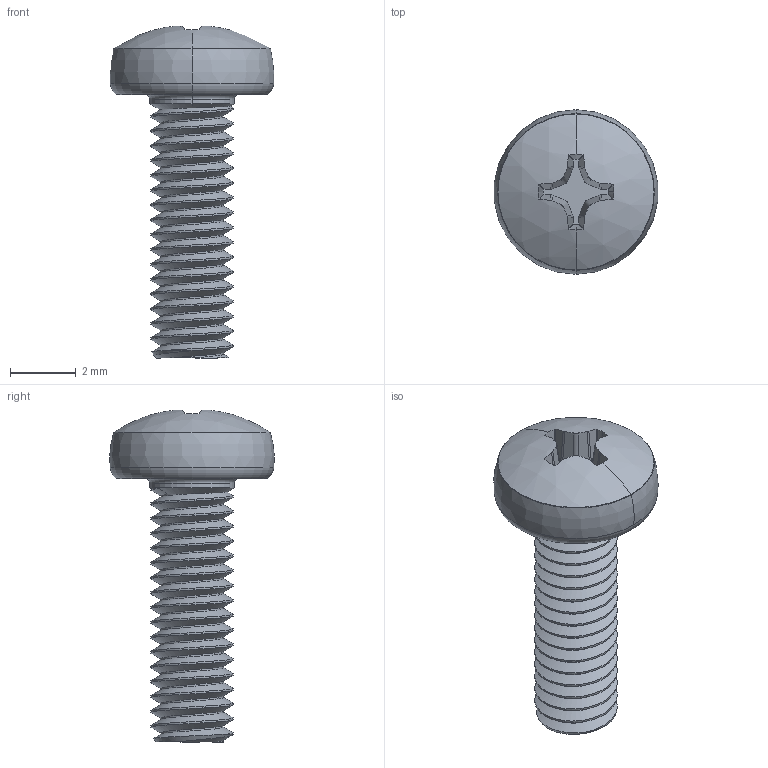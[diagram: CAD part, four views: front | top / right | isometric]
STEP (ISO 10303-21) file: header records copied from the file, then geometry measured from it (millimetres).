
FILE_DESCRIPTION (( 'STEP AP203' ), '1' );
FILE_NAME ('95836A255_Black-Oxide 18-8 Stainless Steel Pan Head Phillips Screws.STEP', '2022-12-05T19:43:11', ( 'Administrator' ), ( 'Managed by Terraform' ), 'SwSTEP 2.0', 'SolidWorks 2017', '' );
FILE_SCHEMA (( 'CONFIG_CONTROL_DESIGN' ));
Length unit declared in the file: millimetre
Products named in the file (1): 95836A255_Black-Oxide 18-8 Stainless Steel Pan Head Phillips Screws
Bounding box: 4.97 x 5 x 10.08 mm (x, y, z)
Volume: 62.1 mm3; surface area: 160.9 mm2
Topology: 1 solids, 1 shells, 103 faces, 283 edges, 183 vertices
Faces by surface type: cylinder 49, plane 19, bspline 14, cone 11, torus 8, sphere 2
Entity records: 5795 total; most frequent: CARTESIAN_POINT 3467, ORIENTED_EDGE 566, DIRECTION 383, EDGE_CURVE 283, VERTEX_POINT 183, AXIS2_PLACEMENT_3D 149, EDGE_LOOP 104, ADVANCED_FACE 103
